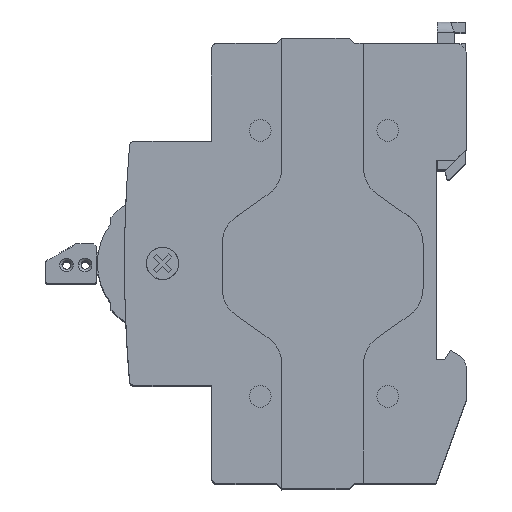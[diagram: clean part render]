
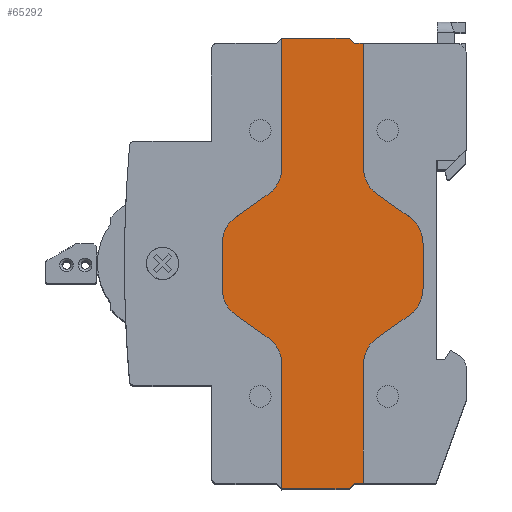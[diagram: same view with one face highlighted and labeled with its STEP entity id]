
A CAD part, top view. The second image highlights one B-rep face of the part: STEP entity #65292.
In plain terms, the highlighted planar face has unit normal (0, 0, 1).
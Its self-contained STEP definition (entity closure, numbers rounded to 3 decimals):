
#60799=DIRECTION('',(-1.,0.,0.));
#60800=VECTOR('',#60799,1.64);
#60801=CARTESIAN_POINT('',(15.,-40.5,26.7));
#60802=LINE('',#60801,#60800);
#60806=DIRECTION('',(-0.707,-0.707,0.));
#60807=VECTOR('',#60806,1.414);
#60808=CARTESIAN_POINT('',(13.36,-40.5,26.7));
#60809=LINE('',#60808,#60807);
#60813=DIRECTION('',(-1.,0.,0.));
#60814=VECTOR('',#60813,12.36);
#60815=CARTESIAN_POINT('',(12.36,-41.5,26.7));
#60816=LINE('',#60815,#60814);
#60820=DIRECTION('',(0.,1.,0.));
#60821=VECTOR('',#60820,22.877);
#60822=CARTESIAN_POINT('',(0.,-41.5,26.7));
#60823=LINE('',#60822,#60821);
#60827=CARTESIAN_POINT('',(-6.,-18.623,26.7));
#60828=DIRECTION('',(0.,0.,1.));
#60829=DIRECTION('',(1.,0.,0.));
#60830=AXIS2_PLACEMENT_3D('',#60827,#60828,#60829);
#60835=DIRECTION('',(-0.819,0.574,0.));
#60836=VECTOR('',#60835,7.182);
#60837=CARTESIAN_POINT('',(-2.559,-13.708,26.7));
#60838=LINE('',#60837,#60836);
#60842=CARTESIAN_POINT('',(-5.,-4.674,26.7));
#60843=DIRECTION('',(0.,0.,-1.));
#60844=DIRECTION('',(-0.574,-0.819,0.));
#60845=AXIS2_PLACEMENT_3D('',#60842,#60843,#60844);
#60850=DIRECTION('',(0.,1.,0.));
#60851=VECTOR('',#60850,8.349);
#60852=CARTESIAN_POINT('',(-11.,-4.674,26.7));
#60853=LINE('',#60852,#60851);
#60857=CARTESIAN_POINT('',(-5.,3.674,26.7));
#60858=DIRECTION('',(0.,0.,-1.));
#60859=DIRECTION('',(-1.,0.,0.));
#60860=AXIS2_PLACEMENT_3D('',#60857,#60858,#60859);
#60865=DIRECTION('',(0.819,0.574,0.));
#60866=VECTOR('',#60865,7.182);
#60867=CARTESIAN_POINT('',(-8.441,8.589,26.7));
#60868=LINE('',#60867,#60866);
#60872=CARTESIAN_POINT('',(-6.,17.623,26.7));
#60873=DIRECTION('',(0.,0.,1.));
#60874=DIRECTION('',(0.574,-0.819,0.));
#60875=AXIS2_PLACEMENT_3D('',#60872,#60873,#60874);
#60880=DIRECTION('',(0.,1.,0.));
#60881=VECTOR('',#60880,23.877);
#60882=CARTESIAN_POINT('',(0.,17.623,26.7));
#60883=LINE('',#60882,#60881);
#60887=DIRECTION('',(1.,0.,0.));
#60888=VECTOR('',#60887,12.36);
#60889=CARTESIAN_POINT('',(0.,41.5,26.7));
#60890=LINE('',#60889,#60888);
#60894=DIRECTION('',(0.707,-0.707,0.));
#60895=VECTOR('',#60894,1.414);
#60896=CARTESIAN_POINT('',(12.36,41.5,26.7));
#60897=LINE('',#60896,#60895);
#60901=DIRECTION('',(1.,0.,0.));
#60902=VECTOR('',#60901,1.64);
#60903=CARTESIAN_POINT('',(13.36,40.5,26.7));
#60904=LINE('',#60903,#60902);
#60908=DIRECTION('',(0.,-1.,0.));
#60909=VECTOR('',#60908,22.877);
#60910=CARTESIAN_POINT('',(15.,40.5,26.7));
#60911=LINE('',#60910,#60909);
#60915=CARTESIAN_POINT('',(21.,17.623,26.7));
#60916=DIRECTION('',(0.,0.,1.));
#60917=DIRECTION('',(-1.,0.,0.));
#60918=AXIS2_PLACEMENT_3D('',#60915,#60916,#60917);
#60923=DIRECTION('',(0.819,-0.574,0.));
#60924=VECTOR('',#60923,7.182);
#60925=CARTESIAN_POINT('',(17.559,12.708,26.7));
#60926=LINE('',#60925,#60924);
#60930=CARTESIAN_POINT('',(20.,3.674,26.7));
#60931=DIRECTION('',(0.,0.,-1.));
#60932=DIRECTION('',(0.574,0.819,0.));
#60933=AXIS2_PLACEMENT_3D('',#60930,#60931,#60932);
#60938=DIRECTION('',(0.,-1.,0.));
#60939=VECTOR('',#60938,8.349);
#60940=CARTESIAN_POINT('',(26.,3.674,26.7));
#60941=LINE('',#60940,#60939);
#60945=CARTESIAN_POINT('',(20.,-4.674,26.7));
#60946=DIRECTION('',(0.,0.,-1.));
#60947=DIRECTION('',(1.,0.,0.));
#60948=AXIS2_PLACEMENT_3D('',#60945,#60946,#60947);
#60953=DIRECTION('',(-0.819,-0.574,0.));
#60954=VECTOR('',#60953,7.182);
#60955=CARTESIAN_POINT('',(23.441,-9.589,26.7));
#60956=LINE('',#60955,#60954);
#60960=CARTESIAN_POINT('',(21.,-18.623,26.7));
#60961=DIRECTION('',(0.,0.,1.));
#60962=DIRECTION('',(-0.574,0.819,0.));
#60963=AXIS2_PLACEMENT_3D('',#60960,#60961,#60962);
#60968=DIRECTION('',(0.,-1.,0.));
#60969=VECTOR('',#60968,21.877);
#60970=CARTESIAN_POINT('',(15.,-18.623,26.7));
#60971=LINE('',#60970,#60969);
#63481=CARTESIAN_POINT('',(15.,-18.623,26.7));
#63482=VERTEX_POINT('',#63481);
#63483=CARTESIAN_POINT('',(17.559,-13.708,26.7));
#63484=VERTEX_POINT('',#63483);
#63485=CARTESIAN_POINT('',(15.,-40.5,26.7));
#63486=VERTEX_POINT('',#63485);
#63515=CARTESIAN_POINT('',(13.36,-40.5,26.7));
#63516=VERTEX_POINT('',#63515);
#63625=CARTESIAN_POINT('',(0.,41.5,26.7));
#63626=VERTEX_POINT('',#63625);
#63683=CARTESIAN_POINT('',(0.,17.623,26.7));
#63684=VERTEX_POINT('',#63683);
#63685=CARTESIAN_POINT('',(-2.559,12.708,26.7));
#63686=VERTEX_POINT('',#63685);
#63687=CARTESIAN_POINT('',(12.36,-41.5,26.7));
#63688=VERTEX_POINT('',#63687);
#63689=CARTESIAN_POINT('',(0.,-41.5,26.7));
#63690=VERTEX_POINT('',#63689);
#63691=CARTESIAN_POINT('',(0.,-18.623,26.7));
#63692=VERTEX_POINT('',#63691);
#63693=CARTESIAN_POINT('',(-2.559,-13.708,26.7));
#63694=VERTEX_POINT('',#63693);
#63695=CARTESIAN_POINT('',(-8.441,-9.589,26.7));
#63696=VERTEX_POINT('',#63695);
#63697=CARTESIAN_POINT('',(-11.,-4.674,26.7));
#63698=VERTEX_POINT('',#63697);
#63699=CARTESIAN_POINT('',(-11.,3.674,26.7));
#63700=VERTEX_POINT('',#63699);
#63701=CARTESIAN_POINT('',(-8.441,8.589,26.7));
#63702=VERTEX_POINT('',#63701);
#63703=CARTESIAN_POINT('',(12.36,41.5,26.7));
#63704=VERTEX_POINT('',#63703);
#63705=CARTESIAN_POINT('',(13.36,40.5,26.7));
#63706=VERTEX_POINT('',#63705);
#63707=CARTESIAN_POINT('',(15.,40.5,26.7));
#63708=VERTEX_POINT('',#63707);
#63709=CARTESIAN_POINT('',(15.,17.623,26.7));
#63710=VERTEX_POINT('',#63709);
#63711=CARTESIAN_POINT('',(17.559,12.708,26.7));
#63712=VERTEX_POINT('',#63711);
#63713=CARTESIAN_POINT('',(23.441,8.589,26.7));
#63714=VERTEX_POINT('',#63713);
#63715=CARTESIAN_POINT('',(26.,3.674,26.7));
#63716=VERTEX_POINT('',#63715);
#63717=CARTESIAN_POINT('',(26.,-4.674,26.7));
#63718=VERTEX_POINT('',#63717);
#63719=CARTESIAN_POINT('',(23.441,-9.589,26.7));
#63720=VERTEX_POINT('',#63719);
#65243=CARTESIAN_POINT('',(-6.,-18.623,26.7));
#65244=DIRECTION('',(0.,0.,1.));
#65245=DIRECTION('',(1.,0.,0.));
#65246=AXIS2_PLACEMENT_3D('',#65243,#65244,#65245);
#65247=PLANE('',#65246);
#65248=ORIENTED_EDGE('',*,*,#64740,.T.);
#65250=ORIENTED_EDGE('',*,*,#65249,.T.);
#65252=ORIENTED_EDGE('',*,*,#65251,.T.);
#65254=ORIENTED_EDGE('',*,*,#65253,.T.);
#65256=ORIENTED_EDGE('',*,*,#65255,.T.);
#65258=ORIENTED_EDGE('',*,*,#65257,.T.);
#65260=ORIENTED_EDGE('',*,*,#65259,.T.);
#65262=ORIENTED_EDGE('',*,*,#65261,.T.);
#65264=ORIENTED_EDGE('',*,*,#65263,.T.);
#65266=ORIENTED_EDGE('',*,*,#65265,.T.);
#65267=ORIENTED_EDGE('',*,*,#65209,.T.);
#65268=ORIENTED_EDGE('',*,*,#65230,.T.);
#65270=ORIENTED_EDGE('',*,*,#65269,.T.);
#65272=ORIENTED_EDGE('',*,*,#65271,.T.);
#65273=ORIENTED_EDGE('',*,*,#64312,.T.);
#65275=ORIENTED_EDGE('',*,*,#65274,.T.);
#65277=ORIENTED_EDGE('',*,*,#65276,.T.);
#65279=ORIENTED_EDGE('',*,*,#65278,.T.);
#65281=ORIENTED_EDGE('',*,*,#65280,.T.);
#65283=ORIENTED_EDGE('',*,*,#65282,.T.);
#65285=ORIENTED_EDGE('',*,*,#65284,.T.);
#65287=ORIENTED_EDGE('',*,*,#65286,.T.);
#65288=ORIENTED_EDGE('',*,*,#64672,.T.);
#65289=ORIENTED_EDGE('',*,*,#64694,.T.);
#65290=EDGE_LOOP('',(#65248,#65250,#65252,#65254,#65256,#65258,#65260,#65262,
#65264,#65266,#65267,#65268,#65270,#65272,#65273,#65275,#65277,#65279,#65281,
#65283,#65285,#65287,#65288,#65289));
#65291=FACE_OUTER_BOUND('',#65290,.F.);
#60831=CIRCLE('',#60830,6.);
#60846=CIRCLE('',#60845,6.);
#60861=CIRCLE('',#60860,6.);
#60876=CIRCLE('',#60875,6.);
#60919=CIRCLE('',#60918,6.);
#60934=CIRCLE('',#60933,6.);
#60949=CIRCLE('',#60948,6.);
#60964=CIRCLE('',#60963,6.);
#64312=EDGE_CURVE('',#63706,#63708,#60904,.T.);
#64672=EDGE_CURVE('',#63484,#63482,#60964,.T.);
#64694=EDGE_CURVE('',#63482,#63486,#60971,.T.);
#64740=EDGE_CURVE('',#63486,#63516,#60802,.T.);
#65209=EDGE_CURVE('',#63686,#63684,#60876,.T.);
#65230=EDGE_CURVE('',#63684,#63626,#60883,.T.);
#65249=EDGE_CURVE('',#63516,#63688,#60809,.T.);
#65251=EDGE_CURVE('',#63688,#63690,#60816,.T.);
#65253=EDGE_CURVE('',#63690,#63692,#60823,.T.);
#65255=EDGE_CURVE('',#63692,#63694,#60831,.T.);
#65257=EDGE_CURVE('',#63694,#63696,#60838,.T.);
#65259=EDGE_CURVE('',#63696,#63698,#60846,.T.);
#65261=EDGE_CURVE('',#63698,#63700,#60853,.T.);
#65263=EDGE_CURVE('',#63700,#63702,#60861,.T.);
#65265=EDGE_CURVE('',#63702,#63686,#60868,.T.);
#65269=EDGE_CURVE('',#63626,#63704,#60890,.T.);
#65271=EDGE_CURVE('',#63704,#63706,#60897,.T.);
#65274=EDGE_CURVE('',#63708,#63710,#60911,.T.);
#65276=EDGE_CURVE('',#63710,#63712,#60919,.T.);
#65278=EDGE_CURVE('',#63712,#63714,#60926,.T.);
#65280=EDGE_CURVE('',#63714,#63716,#60934,.T.);
#65282=EDGE_CURVE('',#63716,#63718,#60941,.T.);
#65284=EDGE_CURVE('',#63718,#63720,#60949,.T.);
#65286=EDGE_CURVE('',#63720,#63484,#60956,.T.);
#65292=ADVANCED_FACE('',(#65291),#65247,.T.);
